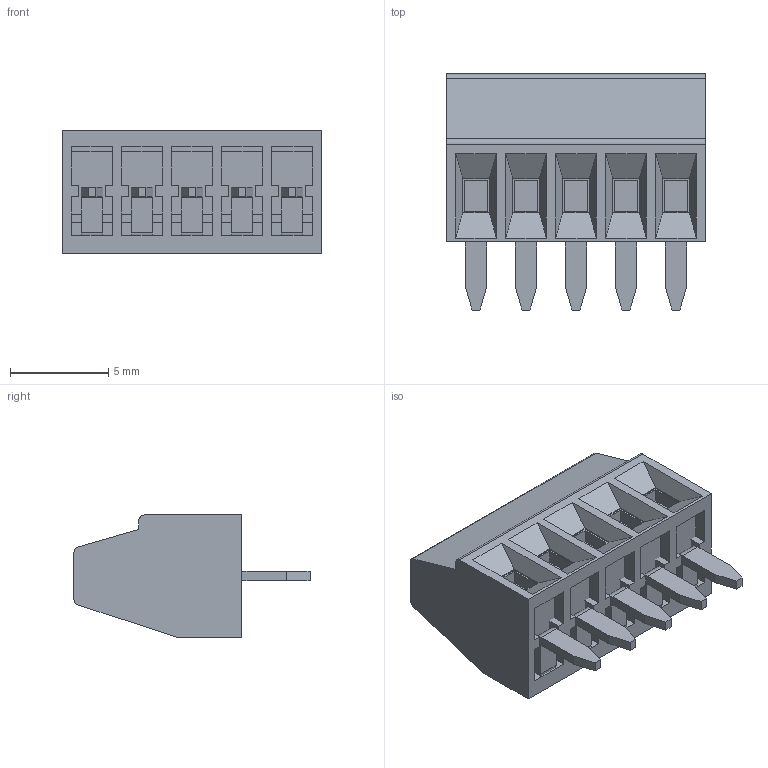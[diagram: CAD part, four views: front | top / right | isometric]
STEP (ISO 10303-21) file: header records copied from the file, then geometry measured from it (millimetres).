
FILE_DESCRIPTION (( 'STEP AP214' ), '1' );
FILE_NAME ('1725685.STEP', '2022-05-12T12:27:14', ( '' ), ( '' ), 'SwSTEP 2.0', 'SolidWorks 2018', '' );
FILE_SCHEMA (( 'AUTOMOTIVE_DESIGN' ));
Length unit declared in the file: millimetre
Products named in the file (1): 1725685
Bounding box: 13.16 x 12 x 6.2 mm (x, y, z)
Volume: 443.3 mm3; surface area: 1464 mm2
Topology: 6 solids, 6 shells, 543 faces, 1421 edges, 924 vertices
Faces by surface type: plane 435, cone 60, cylinder 48
Entity records: 16700 total; most frequent: CARTESIAN_POINT 3219, ORIENTED_EDGE 2842, DIRECTION 2589, EDGE_CURVE 1421, LINE 1209, VECTOR 1209, VERTEX_POINT 924, AXIS2_PLACEMENT_3D 690
